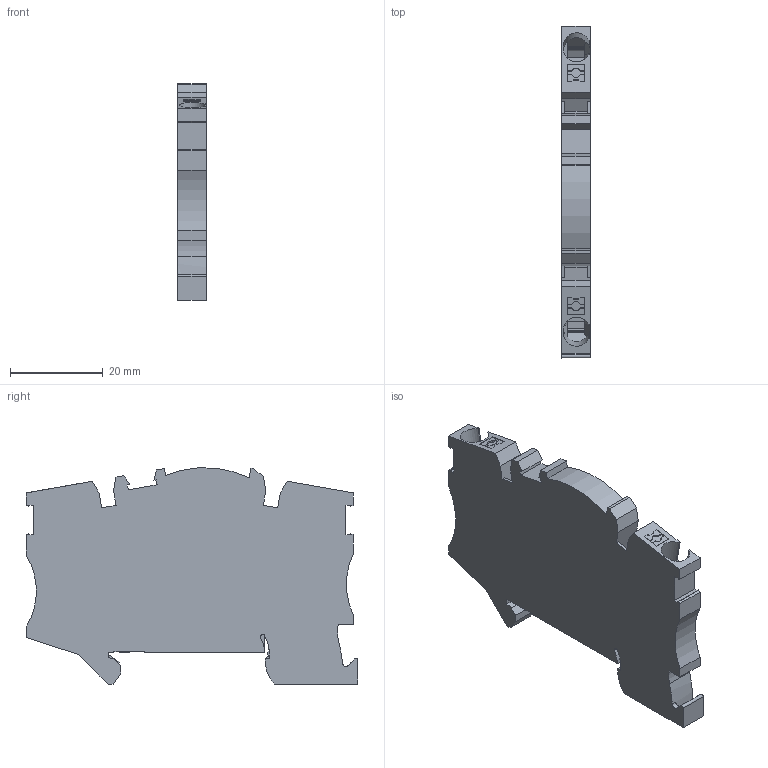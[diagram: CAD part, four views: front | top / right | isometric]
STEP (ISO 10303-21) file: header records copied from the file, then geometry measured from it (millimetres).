
FILE_DESCRIPTION(('Creo Elements/Direct Modeling STEP Export'),'2;1');
FILE_NAME('model.stp','2020-08-28T 3:29:57',(''),(''),'Creo Elements/Direct Modeling STEP processor for AP214 (Solid Model)','Creo Elements/Direct Modeling 20.1A 29-Sep-2018 (C) Parametric Technology GmbH','');
FILE_SCHEMA(('AUTOMOTIVE_DESIGN { 1 0 10303 214 1 1 1 1 }'));
Length unit declared in the file: millimetre
Products named in the file (2): PTMED_4_PE-select
Assembly tree (1 placements, depth 2):
  PTMED_4_PE-select
    PTMED_4_PE-select
Bounding box: 6.15 x 71.6 x 46.71 mm (x, y, z)
Volume: 15198.7 mm3; surface area: 8018 mm2
Topology: 1 solids, 1 shells, 198 faces, 576 edges, 382 vertices
Faces by surface type: plane 167, cylinder 25, bspline 2, cone 2, torus 2
Entity records: 9667 total; most frequent: CARTESIAN_POINT 2826, ORIENTED_EDGE 1152, DIRECTION 994, EDGE_CURVE 576, VECTOR 462, LINE 462, VERTEX_POINT 382, AXIS2_PLACEMENT_3D 266
